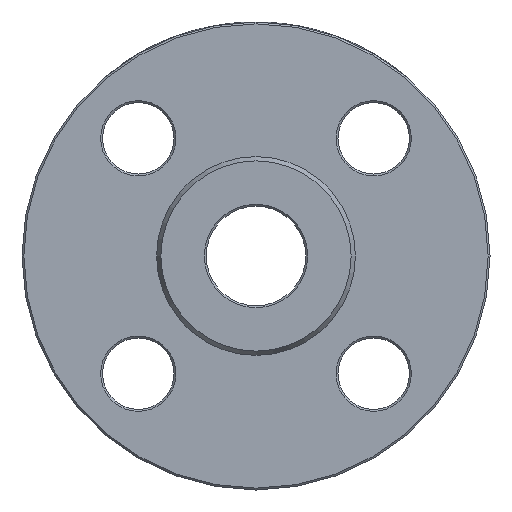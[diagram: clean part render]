
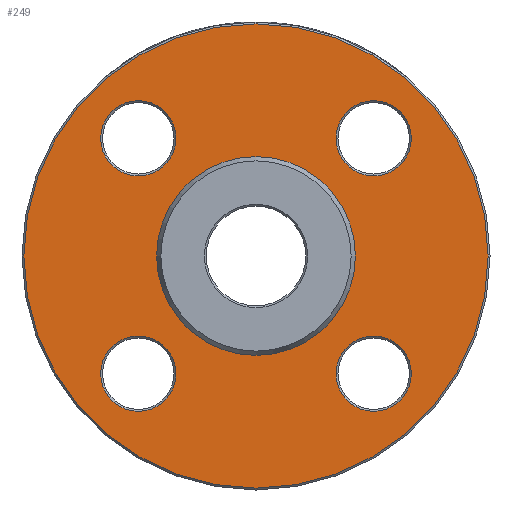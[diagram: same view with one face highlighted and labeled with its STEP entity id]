
A CAD part, left-side view. The second image highlights one B-rep face of the part: STEP entity #249.
In plain terms, the highlighted planar face has unit normal (-1, 0, 0).
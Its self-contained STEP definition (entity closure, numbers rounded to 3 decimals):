
#65 = AXIS2_PLACEMENT_3D ( 'NONE', #5151, #179, #1284 ) ;
#179 = DIRECTION ( 'NONE',  ( -1., 0., 0. ) ) ;
#201 = CARTESIAN_POINT ( 'NONE',  ( 2., 26.555, 0. ) ) ;
#232 = FACE_OUTER_BOUND ( 'NONE', #1802, .T. ) ;
#239 = DIRECTION ( 'NONE',  ( -1., 0., 0. ) ) ;
#249 = ADVANCED_FACE ( 'NONE', ( #871, #4266, #4868, #6198, #232, #3222 ), #4169, .F. ) ;
#350 = CARTESIAN_POINT ( 'NONE',  ( 2., -31.431, 31.431 ) ) ;
#472 = ORIENTED_EDGE ( 'NONE', *, *, #5744, .T. ) ;
#592 = EDGE_LOOP ( 'NONE', ( #4275 ) ) ;
#713 = CARTESIAN_POINT ( 'NONE',  ( 2., 31.431, -41.481 ) ) ;
#776 = EDGE_LOOP ( 'NONE', ( #899 ) ) ;
#798 = EDGE_CURVE ( 'NONE', #2087, #2087, #1884, .T. ) ;
#871 = FACE_BOUND ( 'NONE', #592, .T. ) ;
#899 = ORIENTED_EDGE ( 'NONE', *, *, #5929, .F. ) ;
#1071 = CARTESIAN_POINT ( 'NONE',  ( 2., -41.481, -31.431 ) ) ;
#1236 = ORIENTED_EDGE ( 'NONE', *, *, #5958, .T. ) ;
#1284 = DIRECTION ( 'NONE',  ( 0., 0., 1. ) ) ;
#1632 = VERTEX_POINT ( 'NONE', #6186 ) ;
#1739 = DIRECTION ( 'NONE',  ( 1., 0., 0. ) ) ;
#1802 = EDGE_LOOP ( 'NONE', ( #1236 ) ) ;
#1884 = CIRCLE ( 'NONE', #3258, 10.05 ) ;
#1900 = CIRCLE ( 'NONE', #5145, 10.05 ) ;
#1947 = EDGE_LOOP ( 'NONE', ( #2535 ) ) ;
#1992 = CARTESIAN_POINT ( 'NONE',  ( 2., -31.431, 41.481 ) ) ;
#2087 = VERTEX_POINT ( 'NONE', #1071 ) ;
#2100 = DIRECTION ( 'NONE',  ( 1., 0., 0. ) ) ;
#2203 = CIRCLE ( 'NONE', #4518, 10.05 ) ;
#2224 = DIRECTION ( 'NONE',  ( 0., 0., -1. ) ) ;
#2344 = DIRECTION ( 'NONE',  ( 1., 0., 0. ) ) ;
#2535 = ORIENTED_EDGE ( 'NONE', *, *, #3325, .T. ) ;
#2577 = CARTESIAN_POINT ( 'NONE',  ( 2., 41.481, 31.431 ) ) ;
#2628 = DIRECTION ( 'NONE',  ( 0., 1., 0. ) ) ;
#2954 = EDGE_CURVE ( 'NONE', #4521, #4521, #2203, .T. ) ;
#2961 = CARTESIAN_POINT ( 'NONE',  ( 2., 31.431, -31.431 ) ) ;
#3144 = CARTESIAN_POINT ( 'NONE',  ( 2., 0., -62. ) ) ;
#3222 = FACE_BOUND ( 'NONE', #776, .T. ) ;
#3258 = AXIS2_PLACEMENT_3D ( 'NONE', #4470, #3518, #4110 ) ;
#3325 = EDGE_CURVE ( 'NONE', #3505, #3505, #1900, .T. ) ;
#3397 = DIRECTION ( 'NONE',  ( 0., 0., -1. ) ) ;
#3505 = VERTEX_POINT ( 'NONE', #1992 ) ;
#3518 = DIRECTION ( 'NONE',  ( 1., 0., 0. ) ) ;
#3520 = CIRCLE ( 'NONE', #5607, 62. ) ;
#3581 = CARTESIAN_POINT ( 'NONE',  ( 2., 31.431, 31.431 ) ) ;
#3790 = EDGE_LOOP ( 'NONE', ( #472 ) ) ;
#4110 = DIRECTION ( 'NONE',  ( 0., -1., 0. ) ) ;
#4161 = VERTEX_POINT ( 'NONE', #713 ) ;
#4169 = PLANE ( 'NONE',  #4810 ) ;
#4244 = AXIS2_PLACEMENT_3D ( 'NONE', #2961, #6371, #3397 ) ;
#4266 = FACE_BOUND ( 'NONE', #1947, .T. ) ;
#4275 = ORIENTED_EDGE ( 'NONE', *, *, #798, .T. ) ;
#4470 = CARTESIAN_POINT ( 'NONE',  ( 2., -31.431, -31.431 ) ) ;
#4518 = AXIS2_PLACEMENT_3D ( 'NONE', #3581, #2100, #2628 ) ;
#4521 = VERTEX_POINT ( 'NONE', #2577 ) ;
#4810 = AXIS2_PLACEMENT_3D ( 'NONE', #201, #1739, #5850 ) ;
#4868 = FACE_BOUND ( 'NONE', #6091, .T. ) ;
#5145 = AXIS2_PLACEMENT_3D ( 'NONE', #350, #2344, #5891 ) ;
#5151 = CARTESIAN_POINT ( 'NONE',  ( 2., 0., 0. ) ) ;
#5183 = CARTESIAN_POINT ( 'NONE',  ( 2., 0., 0. ) ) ;
#5492 = CIRCLE ( 'NONE', #65, 26.555 ) ;
#5607 = AXIS2_PLACEMENT_3D ( 'NONE', #5183, #239, #2224 ) ;
#5628 = VERTEX_POINT ( 'NONE', #3144 ) ;
#5744 = EDGE_CURVE ( 'NONE', #4161, #4161, #6225, .T. ) ;
#5850 = DIRECTION ( 'NONE',  ( 0., 0., -1. ) ) ;
#5891 = DIRECTION ( 'NONE',  ( 0., 0., 1. ) ) ;
#5929 = EDGE_CURVE ( 'NONE', #1632, #1632, #5492, .T. ) ;
#5958 = EDGE_CURVE ( 'NONE', #5628, #5628, #3520, .T. ) ;
#6091 = EDGE_LOOP ( 'NONE', ( #6308 ) ) ;
#6186 = CARTESIAN_POINT ( 'NONE',  ( 2., 0., 26.555 ) ) ;
#6198 = FACE_BOUND ( 'NONE', #3790, .T. ) ;
#6225 = CIRCLE ( 'NONE', #4244, 10.05 ) ;
#6308 = ORIENTED_EDGE ( 'NONE', *, *, #2954, .T. ) ;
#6371 = DIRECTION ( 'NONE',  ( 1., 0., 0. ) ) ;
